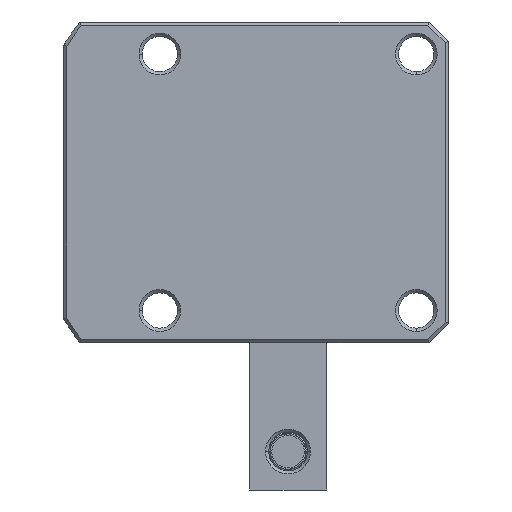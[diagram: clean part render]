
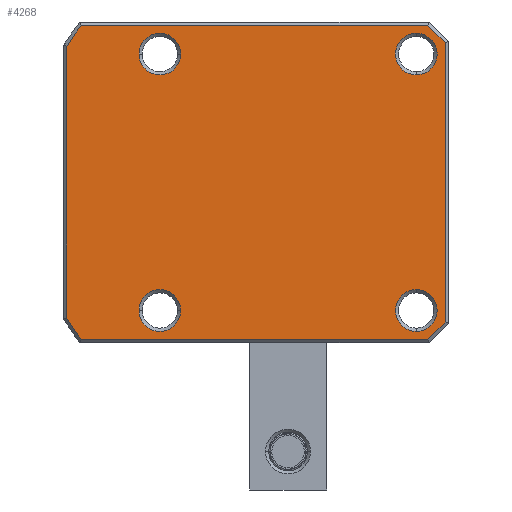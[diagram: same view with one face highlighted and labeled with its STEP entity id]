
A CAD part, front view. The second image highlights one B-rep face of the part: STEP entity #4268.
In plain terms, the highlighted planar face has unit normal (0, -1, 0).
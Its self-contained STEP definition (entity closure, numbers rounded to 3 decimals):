
#169 = LINE ( 'NONE', #15155, #14794 ) ;
#219 = DIRECTION ( 'NONE',  ( 0., 0., -1. ) ) ;
#228 = EDGE_CURVE ( 'NONE', #6464, #16662, #10671, .T. ) ;
#264 = DIRECTION ( 'NONE',  ( 0., 0., 1. ) ) ;
#291 = DIRECTION ( 'NONE',  ( 1., 0., 0. ) ) ;
#327 = VECTOR ( 'NONE', #6623, 1000. ) ;
#463 = AXIS2_PLACEMENT_3D ( 'NONE', #944, #10146, #2247 ) ;
#496 = ORIENTED_EDGE ( 'NONE', *, *, #3704, .F. ) ;
#530 = EDGE_CURVE ( 'NONE', #1464, #6722, #169, .T. ) ;
#675 = EDGE_LOOP ( 'NONE', ( #4563, #16633, #1870, #14790, #1730, #3586, #3975, #14995 ) ) ;
#851 = VERTEX_POINT ( 'NONE', #9607 ) ;
#868 = DIRECTION ( 'NONE',  ( 0., -1., 0. ) ) ;
#944 = CARTESIAN_POINT ( 'NONE',  ( 431.833, 54.859, 0. ) ) ;
#947 = DIRECTION ( 'NONE',  ( 0., -1., 0. ) ) ;
#1028 = VERTEX_POINT ( 'NONE', #1349 ) ;
#1146 = ORIENTED_EDGE ( 'NONE', *, *, #6911, .F. ) ;
#1349 = CARTESIAN_POINT ( 'NONE',  ( 415.083, 54.859, -20. ) ) ;
#1464 = VERTEX_POINT ( 'NONE', #13412 ) ;
#1502 = CARTESIAN_POINT ( 'NONE',  ( 456.333, 54.859, 21.793 ) ) ;
#1678 = CIRCLE ( 'NONE', #13120, 3.25 ) ;
#1730 = ORIENTED_EDGE ( 'NONE', *, *, #11360, .T. ) ;
#1821 = ORIENTED_EDGE ( 'NONE', *, *, #4920, .F. ) ;
#1870 = ORIENTED_EDGE ( 'NONE', *, *, #530, .F. ) ;
#1937 = CARTESIAN_POINT ( 'NONE',  ( 456.333, 54.859, -24.5 ) ) ;
#1956 = EDGE_CURVE ( 'NONE', #13009, #2313, #8845, .T. ) ;
#2090 = LINE ( 'NONE', #1937, #5565 ) ;
#2096 = EDGE_LOOP ( 'NONE', ( #1146, #1821 ) ) ;
#2147 = EDGE_CURVE ( 'NONE', #16727, #851, #12346, .T. ) ;
#2247 = DIRECTION ( 'NONE',  ( -1., 0., 0. ) ) ;
#2248 = EDGE_LOOP ( 'NONE', ( #16321, #12124 ) ) ;
#2313 = VERTEX_POINT ( 'NONE', #14377 ) ;
#2324 = CIRCLE ( 'NONE', #2597, 3.25 ) ;
#2597 = AXIS2_PLACEMENT_3D ( 'NONE', #8734, #868, #10068 ) ;
#2686 = DIRECTION ( 'NONE',  ( 0.707, 0., -0.707 ) ) ;
#2804 = ORIENTED_EDGE ( 'NONE', *, *, #12291, .F. ) ;
#2859 = FACE_BOUND ( 'NONE', #7768, .T. ) ;
#3355 = AXIS2_PLACEMENT_3D ( 'NONE', #8835, #947, #10149 ) ;
#3586 = ORIENTED_EDGE ( 'NONE', *, *, #9635, .T. ) ;
#3704 = EDGE_CURVE ( 'NONE', #14968, #13968, #7631, .T. ) ;
#3975 = ORIENTED_EDGE ( 'NONE', *, *, #6457, .F. ) ;
#4268 = ADVANCED_FACE ( 'NONE', ( #16434, #6349, #6782, #2859, #12957 ), #6788, .F. ) ;
#4563 = ORIENTED_EDGE ( 'NONE', *, *, #2147, .F. ) ;
#4765 = CARTESIAN_POINT ( 'NONE',  ( 399.584, 54.859, -24.5 ) ) ;
#4920 = EDGE_CURVE ( 'NONE', #15408, #1028, #16197, .T. ) ;
#5148 = CARTESIAN_POINT ( 'NONE',  ( 399.584, 54.859, 24.5 ) ) ;
#5257 = CARTESIAN_POINT ( 'NONE',  ( 453.626, 54.859, 24.5 ) ) ;
#5565 = VECTOR ( 'NONE', #16348, 1000. ) ;
#5587 = EDGE_LOOP ( 'NONE', ( #11196, #8779 ) ) ;
#5636 = CIRCLE ( 'NONE', #463, 40.5 ) ;
#5872 = CARTESIAN_POINT ( 'NONE',  ( 415.083, 54.859, 20. ) ) ;
#5880 = AXIS2_PLACEMENT_3D ( 'NONE', #15933, #8077, #219 ) ;
#6213 = EDGE_CURVE ( 'NONE', #851, #6758, #15116, .T. ) ;
#6349 = FACE_BOUND ( 'NONE', #5587, .T. ) ;
#6457 = EDGE_CURVE ( 'NONE', #6758, #10994, #2090, .T. ) ;
#6464 = VERTEX_POINT ( 'NONE', #5872 ) ;
#6623 = DIRECTION ( 'NONE',  ( 1., 0., 0. ) ) ;
#6722 = VERTEX_POINT ( 'NONE', #11824 ) ;
#6758 = VERTEX_POINT ( 'NONE', #1502 ) ;
#6782 = FACE_BOUND ( 'NONE', #2248, .T. ) ;
#6788 = PLANE ( 'NONE',  #11409 ) ;
#6911 = EDGE_CURVE ( 'NONE', #1028, #15408, #1678, .T. ) ;
#7197 = DIRECTION ( 'NONE',  ( 0., -1., 0. ) ) ;
#7240 = DIRECTION ( 'NONE',  ( 0., -1., 0. ) ) ;
#7631 = CIRCLE ( 'NONE', #5880, 3.25 ) ;
#7711 = CARTESIAN_POINT ( 'NONE',  ( 431.833, 54.859, 0. ) ) ;
#7768 = EDGE_LOOP ( 'NONE', ( #496, #2804 ) ) ;
#7828 = VECTOR ( 'NONE', #8123, 1000. ) ;
#8077 = DIRECTION ( 'NONE',  ( 0., -1., 0. ) ) ;
#8116 = DIRECTION ( 'NONE',  ( 0., 1., 0. ) ) ;
#8123 = DIRECTION ( 'NONE',  ( 1., 0., 0. ) ) ;
#8150 = DIRECTION ( 'NONE',  ( 0., -1., 0. ) ) ;
#8400 = VERTEX_POINT ( 'NONE', #4765 ) ;
#8691 = DIRECTION ( 'NONE',  ( 0.707, 0., 0.707 ) ) ;
#8734 = CARTESIAN_POINT ( 'NONE',  ( 451.833, 54.859, -20. ) ) ;
#8779 = ORIENTED_EDGE ( 'NONE', *, *, #14804, .F. ) ;
#8833 = AXIS2_PLACEMENT_3D ( 'NONE', #16015, #8150, #291 ) ;
#8835 = CARTESIAN_POINT ( 'NONE',  ( 411.833, 54.859, -20. ) ) ;
#8845 = CIRCLE ( 'NONE', #12290, 3.25 ) ;
#9055 = DIRECTION ( 'NONE',  ( 0., 0., 1. ) ) ;
#9110 = EDGE_CURVE ( 'NONE', #2313, #13009, #16176, .T. ) ;
#9317 = EDGE_CURVE ( 'NONE', #8400, #1464, #16379, .T. ) ;
#9342 = CARTESIAN_POINT ( 'NONE',  ( 456.333, 54.859, -24.5 ) ) ;
#9607 = CARTESIAN_POINT ( 'NONE',  ( 453.626, 54.859, 24.5 ) ) ;
#9635 = EDGE_CURVE ( 'NONE', #10071, #10994, #16154, .T. ) ;
#10025 = VECTOR ( 'NONE', #8691, 1000. ) ;
#10068 = DIRECTION ( 'NONE',  ( 0., 0., -1. ) ) ;
#10071 = VERTEX_POINT ( 'NONE', #13544 ) ;
#10146 = DIRECTION ( 'NONE',  ( 0., 1., 0. ) ) ;
#10149 = DIRECTION ( 'NONE',  ( 1., 0., 0. ) ) ;
#10671 = CIRCLE ( 'NONE', #16650, 3.25 ) ;
#10994 = VERTEX_POINT ( 'NONE', #16328 ) ;
#11196 = ORIENTED_EDGE ( 'NONE', *, *, #228, .F. ) ;
#11253 = CARTESIAN_POINT ( 'NONE',  ( 453.626, 54.859, -24.5 ) ) ;
#11360 = EDGE_CURVE ( 'NONE', #8400, #10071, #13868, .T. ) ;
#11409 = AXIS2_PLACEMENT_3D ( 'NONE', #9342, #8116, #264 ) ;
#11513 = CARTESIAN_POINT ( 'NONE',  ( 451.833, 54.859, -16.75 ) ) ;
#11804 = DIRECTION ( 'NONE',  ( 0., 0., -1. ) ) ;
#11824 = CARTESIAN_POINT ( 'NONE',  ( 397.333, 54.859, 21.213 ) ) ;
#11867 = DIRECTION ( 'NONE',  ( 0., -1., 0. ) ) ;
#11940 = CARTESIAN_POINT ( 'NONE',  ( 451.833, 54.859, 20. ) ) ;
#12124 = ORIENTED_EDGE ( 'NONE', *, *, #9110, .F. ) ;
#12160 = CARTESIAN_POINT ( 'NONE',  ( 411.833, 54.859, 20. ) ) ;
#12208 = DIRECTION ( 'NONE',  ( 0., -1., 0. ) ) ;
#12226 = DIRECTION ( 'NONE',  ( 1., 0., 0. ) ) ;
#12290 = AXIS2_PLACEMENT_3D ( 'NONE', #11940, #11867, #11804 ) ;
#12291 = EDGE_CURVE ( 'NONE', #13968, #14968, #2324, .T. ) ;
#12346 = LINE ( 'NONE', #14260, #7828 ) ;
#12957 = FACE_BOUND ( 'NONE', #2096, .T. ) ;
#13009 = VERTEX_POINT ( 'NONE', #15288 ) ;
#13120 = AXIS2_PLACEMENT_3D ( 'NONE', #15085, #7240, #16422 ) ;
#13249 = CARTESIAN_POINT ( 'NONE',  ( 408.583, 54.859, -20. ) ) ;
#13412 = CARTESIAN_POINT ( 'NONE',  ( 397.333, 54.859, -21.213 ) ) ;
#13544 = CARTESIAN_POINT ( 'NONE',  ( 453.626, 54.859, -24.5 ) ) ;
#13868 = LINE ( 'NONE', #15820, #327 ) ;
#13968 = VERTEX_POINT ( 'NONE', #11513 ) ;
#14234 = AXIS2_PLACEMENT_3D ( 'NONE', #7711, #16892, #9055 ) ;
#14260 = CARTESIAN_POINT ( 'NONE',  ( 456.333, 54.859, 24.5 ) ) ;
#14305 = VECTOR ( 'NONE', #2686, 1000. ) ;
#14377 = CARTESIAN_POINT ( 'NONE',  ( 451.833, 54.859, 23.25 ) ) ;
#14790 = ORIENTED_EDGE ( 'NONE', *, *, #9317, .F. ) ;
#14794 = VECTOR ( 'NONE', #14835, 1000. ) ;
#14804 = EDGE_CURVE ( 'NONE', #16662, #6464, #17004, .T. ) ;
#14835 = DIRECTION ( 'NONE',  ( 0., 0., 1. ) ) ;
#14968 = VERTEX_POINT ( 'NONE', #14976 ) ;
#14976 = CARTESIAN_POINT ( 'NONE',  ( 451.833, 54.859, -23.25 ) ) ;
#14995 = ORIENTED_EDGE ( 'NONE', *, *, #6213, .F. ) ;
#15053 = CARTESIAN_POINT ( 'NONE',  ( 451.833, 54.859, 20. ) ) ;
#15085 = CARTESIAN_POINT ( 'NONE',  ( 411.833, 54.859, -20. ) ) ;
#15116 = LINE ( 'NONE', #5257, #14305 ) ;
#15155 = CARTESIAN_POINT ( 'NONE',  ( 397.333, 54.859, -24.5 ) ) ;
#15288 = CARTESIAN_POINT ( 'NONE',  ( 451.833, 54.859, 16.75 ) ) ;
#15408 = VERTEX_POINT ( 'NONE', #13249 ) ;
#15438 = AXIS2_PLACEMENT_3D ( 'NONE', #15053, #7197, #16384 ) ;
#15820 = CARTESIAN_POINT ( 'NONE',  ( 399.01, 54.859, -24.5 ) ) ;
#15836 = EDGE_CURVE ( 'NONE', #6722, #16727, #5636, .T. ) ;
#15933 = CARTESIAN_POINT ( 'NONE',  ( 451.833, 54.859, -20. ) ) ;
#16015 = CARTESIAN_POINT ( 'NONE',  ( 411.833, 54.859, 20. ) ) ;
#16154 = LINE ( 'NONE', #11253, #10025 ) ;
#16176 = CIRCLE ( 'NONE', #15438, 3.25 ) ;
#16197 = CIRCLE ( 'NONE', #3355, 3.25 ) ;
#16321 = ORIENTED_EDGE ( 'NONE', *, *, #1956, .F. ) ;
#16328 = CARTESIAN_POINT ( 'NONE',  ( 456.333, 54.859, -21.793 ) ) ;
#16348 = DIRECTION ( 'NONE',  ( 0., 0., -1. ) ) ;
#16379 = CIRCLE ( 'NONE', #14234, 40.5 ) ;
#16384 = DIRECTION ( 'NONE',  ( 0., 0., -1. ) ) ;
#16422 = DIRECTION ( 'NONE',  ( 1., 0., 0. ) ) ;
#16434 = FACE_OUTER_BOUND ( 'NONE', #675, .T. ) ;
#16633 = ORIENTED_EDGE ( 'NONE', *, *, #15836, .F. ) ;
#16650 = AXIS2_PLACEMENT_3D ( 'NONE', #12160, #12208, #12226 ) ;
#16662 = VERTEX_POINT ( 'NONE', #16830 ) ;
#16727 = VERTEX_POINT ( 'NONE', #5148 ) ;
#16830 = CARTESIAN_POINT ( 'NONE',  ( 408.583, 54.859, 20. ) ) ;
#16892 = DIRECTION ( 'NONE',  ( 0., 1., 0. ) ) ;
#17004 = CIRCLE ( 'NONE', #8833, 3.25 ) ;
